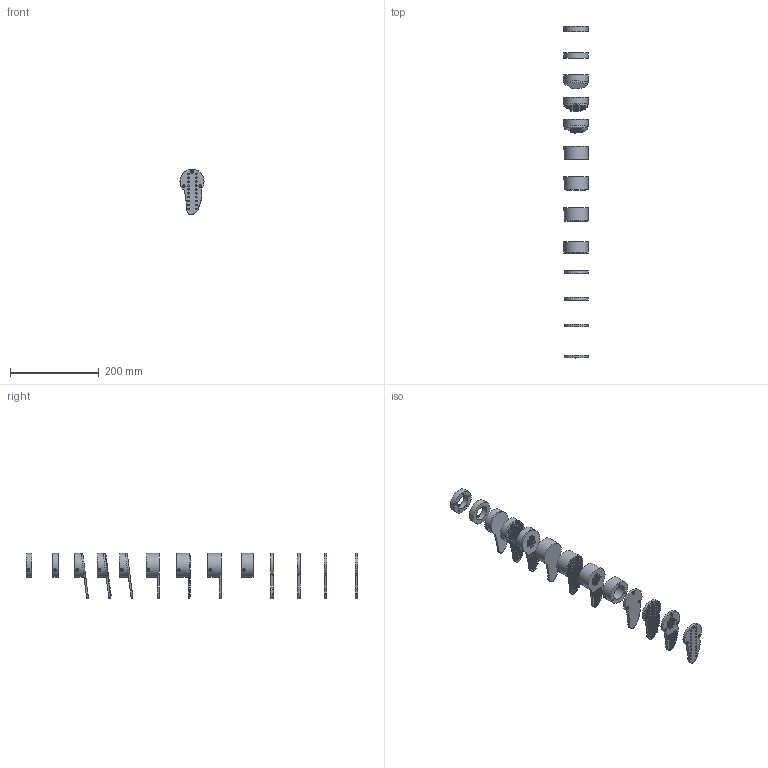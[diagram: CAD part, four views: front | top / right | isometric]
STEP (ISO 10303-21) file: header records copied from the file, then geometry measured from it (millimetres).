
FILE_DESCRIPTION(/* description */ (''),/* implementation_level */ '2;1');
FILE_NAME(/* name */ 'dcffd81e-0b11-4202-9fb1-fd3b4d1607b0.stp',/* time_stamp */ '2019-09-10T11:27:55-06:00',/* author */ ('sridharPR5JY'),/* organization */ (''),/* preprocessor_version */ 'ST-DEVELOPER v18',/* originating_system */ 'Autodesk Translation Framework v8.2.0.1029',/* authorisation */ '');
FILE_SCHEMA (('AUTOMOTIVE_DESIGN { 1 0 10303 214 3 1 1 }'));
Length unit declared in the file: millimetre
Products named in the file (1): ARMS_RIGHT
Bounding box: 54 x 746.5 x 102.52 mm (x, y, z)
Volume: 428196.5 mm3; surface area: 158551.9 mm2
Topology: 13 solids, 13 shells, 1231 faces, 2822 edges, 1802 vertices
Faces by surface type: cylinder 588, plane 346, bspline 189, torus 108
Full cylindrical faces by diameter (mm): 3.05 x19, 3.2 x9, 3.4 x20, 4.1 x133, 4.8 x149, 5.5 x9, 6.5 x12, 33.3 x9, 54 x9
Entity records: 42621 total; most frequent: CARTESIAN_POINT 13714, DIRECTION 6235, ORIENTED_EDGE 5644, EDGE_CURVE 2822, AXIS2_PLACEMENT_3D 2633, VERTEX_POINT 1802, EDGE_LOOP 1770, CIRCLE 1512
